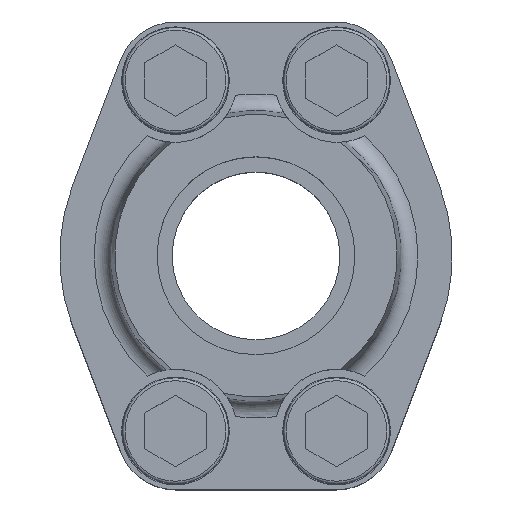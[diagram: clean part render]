
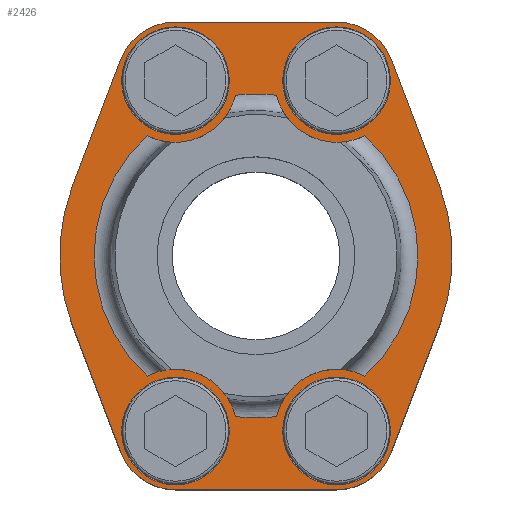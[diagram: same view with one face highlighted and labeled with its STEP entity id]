
A CAD part, top view. The second image highlights one B-rep face of the part: STEP entity #2426.
In plain terms, the highlighted planar face has unit normal (0, 0, 1).
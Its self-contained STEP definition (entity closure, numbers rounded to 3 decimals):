
#65=LINE('',#3423,#161);
#69=LINE('',#3433,#165);
#72=LINE('',#3441,#168);
#75=LINE('',#3449,#171);
#78=LINE('',#3457,#174);
#81=LINE('',#3465,#177);
#161=VECTOR('',#2820,1000.);
#165=VECTOR('',#2830,1000.);
#168=VECTOR('',#2839,1000.);
#171=VECTOR('',#2848,1000.);
#174=VECTOR('',#2857,1000.);
#177=VECTOR('',#2866,1000.);
#258=PLANE('',#2586);
#422=ORIENTED_EDGE('',*,*,#800,.F.);
#423=ORIENTED_EDGE('',*,*,#801,.F.);
#424=ORIENTED_EDGE('',*,*,#802,.F.);
#425=ORIENTED_EDGE('',*,*,#803,.F.);
#426=ORIENTED_EDGE('',*,*,#804,.T.);
#427=ORIENTED_EDGE('',*,*,#767,.T.);
#428=ORIENTED_EDGE('',*,*,#805,.T.);
#429=ORIENTED_EDGE('',*,*,#765,.T.);
#430=ORIENTED_EDGE('',*,*,#806,.T.);
#431=ORIENTED_EDGE('',*,*,#771,.T.);
#432=ORIENTED_EDGE('',*,*,#807,.T.);
#433=ORIENTED_EDGE('',*,*,#761,.T.);
#434=ORIENTED_EDGE('',*,*,#773,.T.);
#435=ORIENTED_EDGE('',*,*,#776,.T.);
#436=ORIENTED_EDGE('',*,*,#778,.T.);
#437=ORIENTED_EDGE('',*,*,#780,.T.);
#438=ORIENTED_EDGE('',*,*,#782,.T.);
#439=ORIENTED_EDGE('',*,*,#784,.T.);
#440=ORIENTED_EDGE('',*,*,#786,.T.);
#441=ORIENTED_EDGE('',*,*,#788,.T.);
#442=ORIENTED_EDGE('',*,*,#790,.T.);
#443=ORIENTED_EDGE('',*,*,#792,.T.);
#444=ORIENTED_EDGE('',*,*,#794,.T.);
#445=ORIENTED_EDGE('',*,*,#799,.T.);
#761=EDGE_CURVE('',#967,#966,#1110,.T.);
#765=EDGE_CURVE('',#968,#969,#1111,.T.);
#767=EDGE_CURVE('',#971,#970,#1112,.T.);
#771=EDGE_CURVE('',#972,#973,#1113,.T.);
#773=EDGE_CURVE('',#975,#974,#65,.T.);
#776=EDGE_CURVE('',#974,#976,#1114,.T.);
#778=EDGE_CURVE('',#976,#977,#69,.T.);
#780=EDGE_CURVE('',#977,#978,#1115,.T.);
#782=EDGE_CURVE('',#978,#979,#72,.T.);
#784=EDGE_CURVE('',#979,#980,#1116,.T.);
#786=EDGE_CURVE('',#980,#981,#75,.T.);
#788=EDGE_CURVE('',#981,#982,#1117,.T.);
#790=EDGE_CURVE('',#982,#983,#78,.T.);
#792=EDGE_CURVE('',#983,#984,#1118,.T.);
#794=EDGE_CURVE('',#984,#985,#81,.T.);
#799=EDGE_CURVE('',#985,#975,#1123,.T.);
#800=EDGE_CURVE('',#990,#990,#1124,.T.);
#801=EDGE_CURVE('',#991,#991,#1125,.T.);
#802=EDGE_CURVE('',#992,#992,#1126,.T.);
#803=EDGE_CURVE('',#993,#993,#1127,.T.);
#804=EDGE_CURVE('',#966,#971,#1128,.T.);
#805=EDGE_CURVE('',#970,#968,#1129,.T.);
#806=EDGE_CURVE('',#969,#972,#1130,.T.);
#807=EDGE_CURVE('',#973,#967,#1131,.T.);
#966=VERTEX_POINT('',#3363);
#967=VERTEX_POINT('',#3365);
#968=VERTEX_POINT('',#3379);
#969=VERTEX_POINT('',#3386);
#970=VERTEX_POINT('',#3395);
#971=VERTEX_POINT('',#3397);
#972=VERTEX_POINT('',#3411);
#973=VERTEX_POINT('',#3418);
#974=VERTEX_POINT('',#3422);
#975=VERTEX_POINT('',#3424);
#976=VERTEX_POINT('',#3428);
#977=VERTEX_POINT('',#3432);
#978=VERTEX_POINT('',#3436);
#979=VERTEX_POINT('',#3440);
#980=VERTEX_POINT('',#3444);
#981=VERTEX_POINT('',#3448);
#982=VERTEX_POINT('',#3452);
#983=VERTEX_POINT('',#3456);
#984=VERTEX_POINT('',#3460);
#985=VERTEX_POINT('',#3464);
#990=VERTEX_POINT('',#3482);
#991=VERTEX_POINT('',#3484);
#992=VERTEX_POINT('',#3486);
#993=VERTEX_POINT('',#3488);
#1110=CIRCLE('',#2553,36.707);
#1111=CIRCLE('',#2555,36.707);
#1112=CIRCLE('',#2557,36.707);
#1113=CIRCLE('',#2559,36.707);
#1114=CIRCLE('',#2562,44.5);
#1115=CIRCLE('',#2565,13.3);
#1116=CIRCLE('',#2568,13.3);
#1117=CIRCLE('',#2571,44.5);
#1118=CIRCLE('',#2574,13.3);
#1123=CIRCLE('',#2585,13.3);
#1124=CIRCLE('',#2587,12.2);
#1125=CIRCLE('',#2588,12.2);
#1126=CIRCLE('',#2589,12.2);
#1127=CIRCLE('',#2590,12.2);
#1128=CIRCLE('',#2591,14.);
#1129=CIRCLE('',#2592,14.);
#1130=CIRCLE('',#2593,14.);
#1131=CIRCLE('',#2594,14.);
#1221=EDGE_LOOP('',(#422));
#1222=EDGE_LOOP('',(#423));
#1223=EDGE_LOOP('',(#424));
#1224=EDGE_LOOP('',(#425));
#1225=EDGE_LOOP('',(#426,#427,#428,#429,#430,#431,#432,#433));
#1226=EDGE_LOOP('',(#434,#435,#436,#437,#438,#439,#440,#441,#442,#443,#444,
#445));
#1405=FACE_BOUND('',#1221,.T.);
#1406=FACE_BOUND('',#1222,.T.);
#1407=FACE_BOUND('',#1223,.T.);
#1408=FACE_BOUND('',#1224,.T.);
#1409=FACE_BOUND('',#1225,.T.);
#1410=FACE_BOUND('',#1226,.T.);
#2426=ADVANCED_FACE('',(#1405,#1406,#1407,#1408,#1409,#1410),#258,.T.);
#2553=AXIS2_PLACEMENT_3D('',#3364,#2803,#2804);
#2555=AXIS2_PLACEMENT_3D('',#3387,#2807,#2808);
#2557=AXIS2_PLACEMENT_3D('',#3396,#2811,#2812);
#2559=AXIS2_PLACEMENT_3D('',#3419,#2815,#2816);
#2562=AXIS2_PLACEMENT_3D('',#3429,#2825,#2826);
#2565=AXIS2_PLACEMENT_3D('',#3437,#2834,#2835);
#2568=AXIS2_PLACEMENT_3D('',#3445,#2843,#2844);
#2571=AXIS2_PLACEMENT_3D('',#3453,#2852,#2853);
#2574=AXIS2_PLACEMENT_3D('',#3461,#2861,#2862);
#2585=AXIS2_PLACEMENT_3D('',#3479,#2885,#2886);
#2586=AXIS2_PLACEMENT_3D('',#3480,#2887,#2888);
#2587=AXIS2_PLACEMENT_3D('',#3481,#2889,#2890);
#2588=AXIS2_PLACEMENT_3D('',#3483,#2891,#2892);
#2589=AXIS2_PLACEMENT_3D('',#3485,#2893,#2894);
#2590=AXIS2_PLACEMENT_3D('',#3487,#2895,#2896);
#2591=AXIS2_PLACEMENT_3D('',#3489,#2897,#2898);
#2592=AXIS2_PLACEMENT_3D('',#3490,#2899,#2900);
#2593=AXIS2_PLACEMENT_3D('',#3491,#2901,#2902);
#2594=AXIS2_PLACEMENT_3D('',#3492,#2903,#2904);
#2803=DIRECTION('',(0.,0.,-1.));
#2804=DIRECTION('',(-1.,0.,0.));
#2807=DIRECTION('',(0.,0.,-1.));
#2808=DIRECTION('',(-1.,0.,0.));
#2811=DIRECTION('',(0.,0.,-1.));
#2812=DIRECTION('',(-1.,0.,0.));
#2815=DIRECTION('',(0.,0.,-1.));
#2816=DIRECTION('',(-1.,0.,0.));
#2820=DIRECTION('',(-0.356,-0.934,0.));
#2825=DIRECTION('',(0.,0.,1.));
#2826=DIRECTION('',(1.,0.,0.));
#2830=DIRECTION('',(0.356,-0.934,0.));
#2834=DIRECTION('',(0.,0.,1.));
#2835=DIRECTION('',(1.,0.,0.));
#2839=DIRECTION('',(1.,0.,0.));
#2843=DIRECTION('',(0.,0.,1.));
#2844=DIRECTION('',(1.,0.,0.));
#2848=DIRECTION('',(0.356,0.934,0.));
#2852=DIRECTION('',(0.,0.,1.));
#2853=DIRECTION('',(1.,0.,0.));
#2857=DIRECTION('',(-0.356,0.934,0.));
#2861=DIRECTION('',(0.,0.,1.));
#2862=DIRECTION('',(1.,0.,0.));
#2866=DIRECTION('',(-1.,0.,0.));
#2885=DIRECTION('',(0.,0.,1.));
#2886=DIRECTION('',(1.,0.,0.));
#2887=DIRECTION('',(0.,0.,1.));
#2888=DIRECTION('',(1.,0.,0.));
#2889=DIRECTION('',(0.,0.,1.));
#2890=DIRECTION('',(1.,0.,0.));
#2891=DIRECTION('',(0.,0.,1.));
#2892=DIRECTION('',(1.,0.,0.));
#2893=DIRECTION('',(0.,0.,1.));
#2894=DIRECTION('',(1.,0.,0.));
#2895=DIRECTION('',(0.,0.,1.));
#2896=DIRECTION('',(1.,0.,0.));
#2897=DIRECTION('',(0.,0.,1.));
#2898=DIRECTION('',(1.,0.,0.));
#2899=DIRECTION('',(0.,0.,1.));
#2900=DIRECTION('',(1.,0.,0.));
#2901=DIRECTION('',(0.,0.,1.));
#2902=DIRECTION('',(1.,0.,0.));
#2903=DIRECTION('',(0.,0.,1.));
#2904=DIRECTION('',(1.,0.,0.));
#3363=CARTESIAN_POINT('',(-24.615,27.23,30.));
#3364=CARTESIAN_POINT('',(0.,0.,30.));
#3365=CARTESIAN_POINT('',(-24.615,-27.23,30.));
#3379=CARTESIAN_POINT('',(24.615,27.23,30.));
#3386=CARTESIAN_POINT('',(24.615,-27.23,30.));
#3387=CARTESIAN_POINT('',(0.,0.,30.));
#3395=CARTESIAN_POINT('',(4.642,36.412,30.));
#3396=CARTESIAN_POINT('',(0.,0.,30.));
#3397=CARTESIAN_POINT('',(-4.642,36.412,30.));
#3411=CARTESIAN_POINT('',(4.642,-36.412,30.));
#3418=CARTESIAN_POINT('',(-4.642,-36.412,30.));
#3419=CARTESIAN_POINT('',(0.,0.,30.));
#3422=CARTESIAN_POINT('',(-41.578,15.859,30.));
#3423=CARTESIAN_POINT('',(-30.677,44.44,30.));
#3424=CARTESIAN_POINT('',(-30.677,44.44,30.));
#3428=CARTESIAN_POINT('',(-41.578,-15.859,30.));
#3429=CARTESIAN_POINT('',(0.,0.,30.));
#3432=CARTESIAN_POINT('',(-30.677,-44.44,30.));
#3433=CARTESIAN_POINT('',(-41.578,-15.859,30.));
#3436=CARTESIAN_POINT('',(-18.25,-53.,30.));
#3437=CARTESIAN_POINT('',(-18.25,-39.7,30.));
#3440=CARTESIAN_POINT('',(18.25,-53.,30.));
#3441=CARTESIAN_POINT('',(-18.25,-53.,30.));
#3444=CARTESIAN_POINT('',(30.677,-44.44,30.));
#3445=CARTESIAN_POINT('',(18.25,-39.7,30.));
#3448=CARTESIAN_POINT('',(41.578,-15.859,30.));
#3449=CARTESIAN_POINT('',(30.677,-44.44,30.));
#3452=CARTESIAN_POINT('',(41.578,15.859,30.));
#3453=CARTESIAN_POINT('',(0.,0.,30.));
#3456=CARTESIAN_POINT('',(30.677,44.44,30.));
#3457=CARTESIAN_POINT('',(41.578,15.859,30.));
#3460=CARTESIAN_POINT('',(18.25,53.,30.));
#3461=CARTESIAN_POINT('',(18.25,39.7,30.));
#3464=CARTESIAN_POINT('',(-18.25,53.,30.));
#3465=CARTESIAN_POINT('',(18.25,53.,30.));
#3479=CARTESIAN_POINT('',(-18.25,39.7,30.));
#3480=CARTESIAN_POINT('',(0.,0.,30.));
#3481=CARTESIAN_POINT('',(18.25,-39.7,30.));
#3482=CARTESIAN_POINT('',(30.45,-39.7,30.));
#3483=CARTESIAN_POINT('',(-18.25,-39.7,30.));
#3484=CARTESIAN_POINT('',(-6.05,-39.7,30.));
#3485=CARTESIAN_POINT('',(-18.25,39.7,30.));
#3486=CARTESIAN_POINT('',(-6.05,39.7,30.));
#3487=CARTESIAN_POINT('',(18.25,39.7,30.));
#3488=CARTESIAN_POINT('',(30.45,39.7,30.));
#3489=CARTESIAN_POINT('',(-18.25,39.7,30.));
#3490=CARTESIAN_POINT('',(18.25,39.7,30.));
#3491=CARTESIAN_POINT('',(18.25,-39.7,30.));
#3492=CARTESIAN_POINT('',(-18.25,-39.7,30.));
